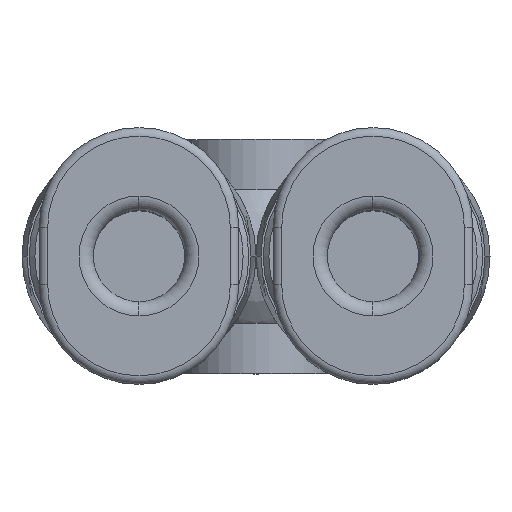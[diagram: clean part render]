
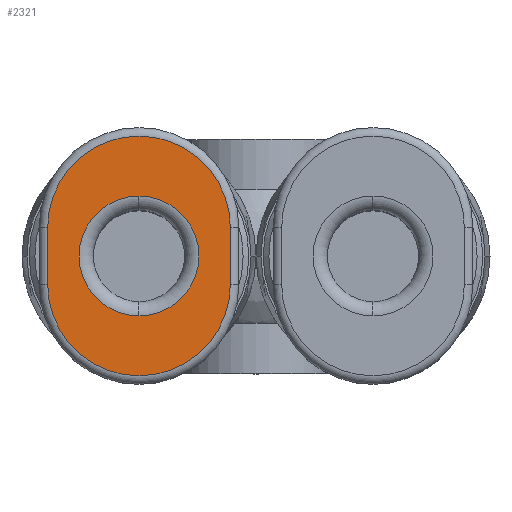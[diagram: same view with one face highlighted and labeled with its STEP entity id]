
A CAD part, top view. The second image highlights one B-rep face of the part: STEP entity #2321.
In plain terms, the highlighted planar face has unit normal (0, 0, 1).
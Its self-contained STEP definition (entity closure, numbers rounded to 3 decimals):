
#1017=CARTESIAN_POINT('',(-4.1,2.1,14.5));
#1018=VERTEX_POINT('',#1017);
#1026=CARTESIAN_POINT('',(-4.1,-2.1,14.5));
#1027=VERTEX_POINT('',#1026);
#1028=CARTESIAN_POINT('',(-4.1,0.0,14.5));
#1029=DIRECTION('',(0.0,0.0,1.0));
#1030=DIRECTION('',(0.0,-1.0,0.0));
#1031=AXIS2_PLACEMENT_3D('',#1028,#1029,#1030);
#1032=CIRCLE('',#1031,2.1);
#1033=EDGE_CURVE('',#1018,#1027,#1032,.T.);
#2134=CARTESIAN_POINT('',(-0.9,-1.0,14.5));
#2135=VERTEX_POINT('',#2134);
#2136=CARTESIAN_POINT('',(-7.3,-1.0,14.5));
#2137=VERTEX_POINT('',#2136);
#2138=CARTESIAN_POINT('',(-4.1,-1.0,14.5));
#2139=DIRECTION('',(0.0,0.0,-1.0));
#2140=DIRECTION('',(0.0,-1.0,0.0));
#2141=AXIS2_PLACEMENT_3D('',#2138,#2139,#2140);
#2142=CIRCLE('',#2141,3.2);
#2143=EDGE_CURVE('',#2135,#2137,#2142,.T.);
#2178=CARTESIAN_POINT('',(-7.3,1.0,14.5));
#2179=VERTEX_POINT('',#2178);
#2180=CARTESIAN_POINT('',(-7.3,-1.0,14.5));
#2181=DIRECTION('',(0.0,1.0,0.0));
#2182=VECTOR('',#2181,2.0);
#2183=LINE('',#2180,#2182);
#2184=EDGE_CURVE('',#2137,#2179,#2183,.T.);
#2218=CARTESIAN_POINT('',(-0.9,1.0,14.5));
#2219=VERTEX_POINT('',#2218);
#2227=CARTESIAN_POINT('',(-0.9,1.0,14.5));
#2228=DIRECTION('',(0.0,-1.0,0.0));
#2229=VECTOR('',#2228,2.0);
#2230=LINE('',#2227,#2229);
#2231=EDGE_CURVE('',#2219,#2135,#2230,.T.);
#2242=CARTESIAN_POINT('',(-4.1,1.0,14.5));
#2243=DIRECTION('',(0.0,0.0,-1.0));
#2244=DIRECTION('',(0.0,1.0,0.0));
#2245=AXIS2_PLACEMENT_3D('',#2242,#2243,#2244);
#2246=CIRCLE('',#2245,3.2);
#2247=EDGE_CURVE('',#2179,#2219,#2246,.T.);
#2300=CARTESIAN_POINT('',(-4.1,0.0,14.5));
#2301=DIRECTION('',(0.0,0.0,-1.0));
#2302=DIRECTION('',(0.0,1.0,0.0));
#2303=AXIS2_PLACEMENT_3D('',#2300,#2301,#2302);
#2304=PLANE('',#2303);
#2305=ORIENTED_EDGE('',*,*,#2143,.F.);
#2306=ORIENTED_EDGE('',*,*,#2231,.F.);
#2307=ORIENTED_EDGE('',*,*,#2247,.F.);
#2308=ORIENTED_EDGE('',*,*,#2184,.F.);
#2309=EDGE_LOOP('',(#2305,#2306,#2307,#2308));
#2310=FACE_OUTER_BOUND('',#2309,.T.);
#2311=ORIENTED_EDGE('',*,*,#1033,.F.);
#2312=CARTESIAN_POINT('',(-4.1,0.0,14.5));
#2313=DIRECTION('',(0.0,0.0,1.0));
#2314=DIRECTION('',(0.0,-1.0,0.0));
#2315=AXIS2_PLACEMENT_3D('',#2312,#2313,#2314);
#2316=CIRCLE('',#2315,2.1);
#2317=EDGE_CURVE('',#1027,#1018,#2316,.T.);
#2318=ORIENTED_EDGE('',*,*,#2317,.F.);
#2319=EDGE_LOOP('',(#2311,#2318));
#2320=FACE_BOUND('',#2319,.T.);
#2321=ADVANCED_FACE('',(#2310,#2320),#2304,.F.);
